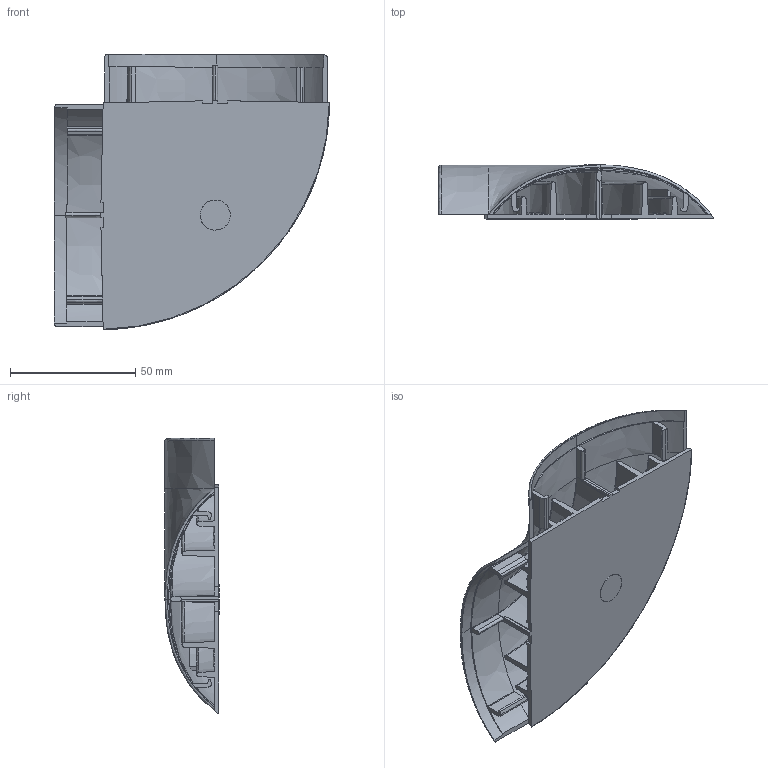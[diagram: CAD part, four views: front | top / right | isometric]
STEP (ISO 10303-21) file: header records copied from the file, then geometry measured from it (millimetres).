
FILE_DESCRIPTION(('CATIA V5 STEP Exchange','CAx-IF Rec.Pracs.--- Model Styling and Organization---1.4--- 2014-01-23'),'2;1');
FILE_NAME('032802.stp','2019-10-23T05:48:27+00:00',('none'),('none'),'CATIA Version 5-6 Release 2017 SP3','CATIA V5 STEP AP214','none');
FILE_SCHEMA(('AUTOMOTIVE_DESIGN { 1 0 10303 214 1 1 1 1 }'));
Length unit declared in the file: millimetre
Products named in the file (3): 032802; 09947_PRT; 09946_PRT
Assembly tree (2 placements, depth 2):
  032802
    09947_PRT
    09946_PRT
Bounding box: 110.11 x 21.6 x 110.01 mm (x, y, z)
Volume: 40101.2 mm3; surface area: 46195.7 mm2
Topology: 2 solids, 2 shells, 287 faces, 776 edges, 510 vertices
Faces by surface type: plane 151, bspline 136
Entity records: 12178 total; most frequent: CARTESIAN_POINT 6317, ORIENTED_EDGE 1550, EDGE_CURVE 775, DIRECTION 729, VERTEX_POINT 510, VECTOR 353, LINE 353, EDGE_LOOP 305
